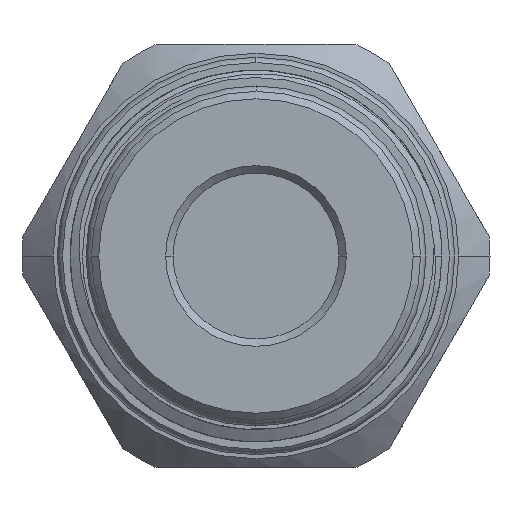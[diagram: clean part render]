
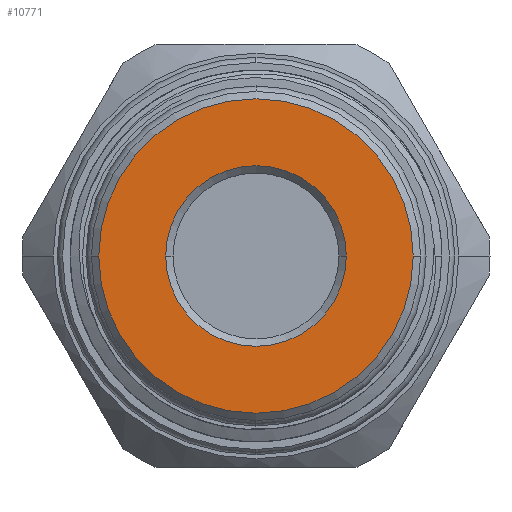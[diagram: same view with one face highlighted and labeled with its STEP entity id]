
A CAD part, left-side view. The second image highlights one B-rep face of the part: STEP entity #10771.
In plain terms, the highlighted planar face has unit normal (-1, 0, 0).
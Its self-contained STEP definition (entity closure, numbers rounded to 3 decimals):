
#244 = EDGE_CURVE ( 'NONE', #9771, #9666, #13226, .T. ) ;
#450 = EDGE_LOOP ( 'NONE', ( #2565, #4287 ) ) ;
#644 = CIRCLE ( 'NONE', #11231, 10.615 ) ;
#1148 = FACE_BOUND ( 'NONE', #450, .T. ) ;
#1345 = AXIS2_PLACEMENT_3D ( 'NONE', #2060, #5478, #7839 ) ;
#1842 = CARTESIAN_POINT ( 'NONE',  ( 3.95, -6.1, 0. ) ) ;
#2060 = CARTESIAN_POINT ( 'NONE',  ( 3.95, 0., 0. ) ) ;
#2406 = DIRECTION ( 'NONE',  ( 0., -1., 0. ) ) ;
#2414 = AXIS2_PLACEMENT_3D ( 'NONE', #5863, #10390, #2406 ) ;
#2565 = ORIENTED_EDGE ( 'NONE', *, *, #9223, .T. ) ;
#3084 = DIRECTION ( 'NONE',  ( 1., 0., 0. ) ) ;
#3248 = DIRECTION ( 'NONE',  ( 0., -1., 0. ) ) ;
#3263 = EDGE_CURVE ( 'NONE', #9666, #9771, #644, .T. ) ;
#3982 = EDGE_CURVE ( 'NONE', #12859, #15087, #12987, .T. ) ;
#4178 = AXIS2_PLACEMENT_3D ( 'NONE', #5897, #3084, #5529 ) ;
#4287 = ORIENTED_EDGE ( 'NONE', *, *, #3982, .T. ) ;
#5015 = AXIS2_PLACEMENT_3D ( 'NONE', #13813, #13703, #3248 ) ;
#5478 = DIRECTION ( 'NONE',  ( 1., 0., 0. ) ) ;
#5529 = DIRECTION ( 'NONE',  ( 0., -1., 0. ) ) ;
#5863 = CARTESIAN_POINT ( 'NONE',  ( 3.95, 0., 0. ) ) ;
#5897 = CARTESIAN_POINT ( 'NONE',  ( 3.95, 0., 0. ) ) ;
#6085 = ORIENTED_EDGE ( 'NONE', *, *, #3263, .F. ) ;
#7839 = DIRECTION ( 'NONE',  ( 0., -1., 0. ) ) ;
#8881 = CARTESIAN_POINT ( 'NONE',  ( 3.95, 6.1, 0. ) ) ;
#9092 = CARTESIAN_POINT ( 'NONE',  ( 3.95, 0., 0. ) ) ;
#9223 = EDGE_CURVE ( 'NONE', #15087, #12859, #9715, .T. ) ;
#9666 = VERTEX_POINT ( 'NONE', #14364 ) ;
#9715 = CIRCLE ( 'NONE', #5015, 6.1 ) ;
#9771 = VERTEX_POINT ( 'NONE', #13828 ) ;
#10250 = DIRECTION ( 'NONE',  ( 1., 0., 0. ) ) ;
#10390 = DIRECTION ( 'NONE',  ( 1., 0., 0. ) ) ;
#10771 = ADVANCED_FACE ( 'NONE', ( #1148, #10975 ), #13785, .F. ) ;
#10975 = FACE_OUTER_BOUND ( 'NONE', #11097, .T. ) ;
#11097 = EDGE_LOOP ( 'NONE', ( #6085, #13291 ) ) ;
#11231 = AXIS2_PLACEMENT_3D ( 'NONE', #9092, #10250, #11414 ) ;
#11414 = DIRECTION ( 'NONE',  ( 0., -1., 0. ) ) ;
#12859 = VERTEX_POINT ( 'NONE', #1842 ) ;
#12987 = CIRCLE ( 'NONE', #4178, 6.1 ) ;
#13226 = CIRCLE ( 'NONE', #1345, 10.615 ) ;
#13291 = ORIENTED_EDGE ( 'NONE', *, *, #244, .F. ) ;
#13703 = DIRECTION ( 'NONE',  ( 1., 0., 0. ) ) ;
#13785 = PLANE ( 'NONE',  #2414 ) ;
#13813 = CARTESIAN_POINT ( 'NONE',  ( 3.95, 0., 0. ) ) ;
#13828 = CARTESIAN_POINT ( 'NONE',  ( 3.95, 10.615, 0. ) ) ;
#14364 = CARTESIAN_POINT ( 'NONE',  ( 3.95, -10.615, 0. ) ) ;
#15087 = VERTEX_POINT ( 'NONE', #8881 ) ;
